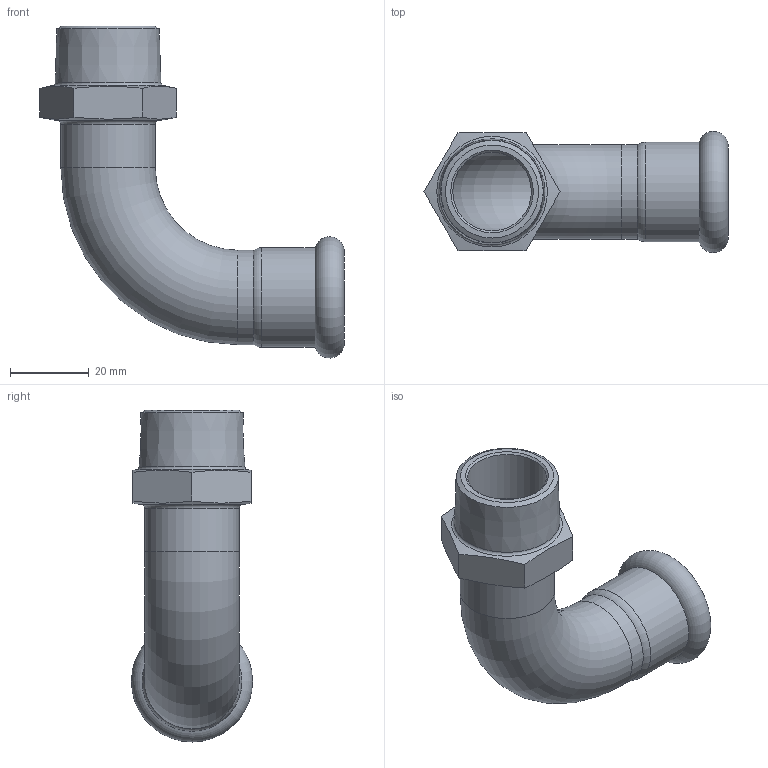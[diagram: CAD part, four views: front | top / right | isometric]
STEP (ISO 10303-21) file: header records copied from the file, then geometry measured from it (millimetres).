
FILE_DESCRIPTION(/* description */ ('Curva 90° Maschio-Femmina 3/4"x22 Inox'),/* implementation_level */ '2;1');
FILE_NAME(/* name */ '186304022_Inoxpres.stp',/* time_stamp */ '2022-10-11T15:38:43+02:00',/* author */ ('Vault'),/* organization */ ('Raccorderie metalliche s.p.a. '),/* preprocessor_version */ 'ST-DEVELOPER v18.1',/* originating_system */ 'Autodesk Inventor 2020',/* authorisation */ 'Raccorderie metalliche s.p.a. ');
FILE_SCHEMA (('AUTOMOTIVE_DESIGN { 1 0 10303 214 3 1 1 }'));
Length unit declared in the file: millimetre
Products named in the file (1): 186304022_Inoxpres
Bounding box: 77.32 x 30.79 x 84.4 mm (x, y, z)
Volume: 18223.1 mm3; surface area: 17705.9 mm2
Topology: 1 solids, 1 shells, 33 faces, 105 edges, 74 vertices
Faces by surface type: torus 9, cylinder 9, plane 8, cone 7
Full cylindrical faces by diameter (mm): 20 x1, 21 x2, 22.3 x1, 22.9 x2, 24 x2, 25.3 x1
Entity records: 1259 total; most frequent: CARTESIAN_POINT 237, DIRECTION 232, ORIENTED_EDGE 210, EDGE_CURVE 105, AXIS2_PLACEMENT_3D 105, VERTEX_POINT 74, CIRCLE 71, EDGE_LOOP 35
